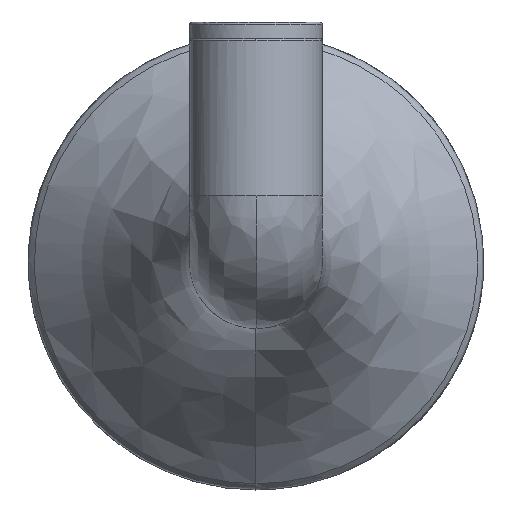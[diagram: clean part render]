
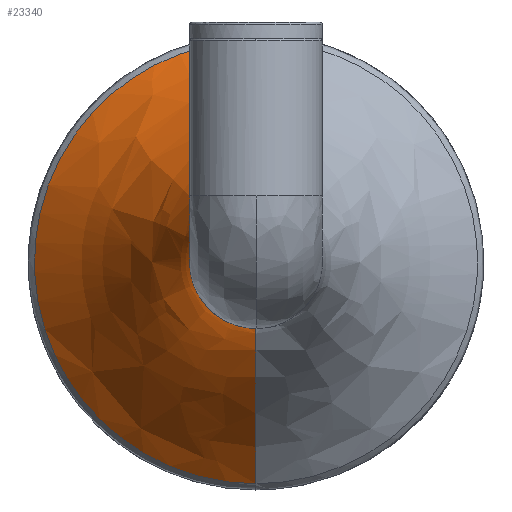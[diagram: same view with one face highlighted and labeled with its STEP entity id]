
A CAD part, front view. The second image highlights one B-rep face of the part: STEP entity #23340.
In plain terms, the highlighted free-form (B-spline) face has degree [2, 2] with [5, 3] control points.
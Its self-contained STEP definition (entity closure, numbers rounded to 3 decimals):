
#20800 = CARTESIAN_POINT ('', (0., -41.62, 8.));
#20810 = VERTEX_POINT ('', #20800);
#20890 = CARTESIAN_POINT ('', (0., -41.62, -8.));
#20900 = VERTEX_POINT ('', #20890);
#20910 = CARTESIAN_POINT ('', (0., -41.62, 8.));
#20920 = CARTESIAN_POINT ('', (-1., -41.62, 8.));
#20930 = CARTESIAN_POINT ('', (-2.053, -41.62, 7.805));
#20940 = CARTESIAN_POINT ('', (-3.04, -41.62, 7.4));
#20950 = CARTESIAN_POINT ('', (-4.027, -41.62, 6.994));
#20960 = CARTESIAN_POINT ('', (-4.942, -41.62, 6.379));
#20970 = CARTESIAN_POINT ('', (-5.683, -41.62, 5.631));
#20980 = CARTESIAN_POINT ('', (-6.053, -41.62, 5.257));
#20990 = CARTESIAN_POINT ('', (-6.381, -41.62, 4.851));
#21000 = CARTESIAN_POINT ('', (-6.663, -41.62, 4.428));
#21010 = CARTESIAN_POINT ('', (-6.944, -41.62, 4.005));
#21020 = CARTESIAN_POINT ('', (-7.18, -41.62, 3.566));
#21030 = CARTESIAN_POINT ('', (-7.379, -41.62, 3.091));
#21040 = CARTESIAN_POINT ('', (-7.777, -41.62, 2.14));
#21050 = CARTESIAN_POINT ('', (-8., -41.62, 1.072));
#21060 = CARTESIAN_POINT ('', (-8., -41.62, 0.));
#21070 = CARTESIAN_POINT ('', (-8., -41.62, -1.072));
#21080 = CARTESIAN_POINT ('', (-7.777, -41.62, -2.14));
#21090 = CARTESIAN_POINT ('', (-7.379, -41.62, -3.091));
#21100 = CARTESIAN_POINT ('', (-7.18, -41.62, -3.566));
#21110 = CARTESIAN_POINT ('', (-6.944, -41.62, -4.005));
#21120 = CARTESIAN_POINT ('', (-6.663, -41.62, -4.428));
#21130 = CARTESIAN_POINT ('', (-6.381, -41.62, -4.851));
#21140 = CARTESIAN_POINT ('', (-6.053, -41.62, -5.257));
#21150 = CARTESIAN_POINT ('', (-5.683, -41.62, -5.631));
#21160 = CARTESIAN_POINT ('', (-4.942, -41.62, -6.379));
#21170 = CARTESIAN_POINT ('', (-4.027, -41.62, -6.994));
#21180 = CARTESIAN_POINT ('', (-3.04, -41.62, -7.4));
#21190 = CARTESIAN_POINT ('', (-2.053, -41.62, -7.805));
#21200 = CARTESIAN_POINT ('', (-1., -41.62, -8.));
#21210 = CARTESIAN_POINT ('', (0., -41.62, -8.));
#21220 = B_SPLINE_CURVE_WITH_KNOTS ('', 3, (#20910, #20920, #20930, #20940, #20950, #20960, #20970, #20980, #20990, #21000, #21010, #21020, #21030, #21040, #21050, #21060, #21070, #21080, #21090, #21100, #21110, #21120, #21130, #21140, #21150, #21160, #21170, #21180, #21190, #21200, #21210), .UNSPECIFIED., .F., .U., (4, 3, 3, 3, 3, 3, 3, 3, 3, 3, 4), (0., 0.125, 0.25, 0.313, 0.375, 0.5, 0.625, 0.688, 0.75, 0.875, 1.), .UNSPECIFIED.);
#21230 = EDGE_CURVE ('', #20810, #20900, #21220, .T.);
#21770 = CARTESIAN_POINT ('', (0., -2.589, 26.75));
#21780 = VERTEX_POINT ('', #21770);
#21790 = CARTESIAN_POINT ('', (0., -2.589, 26.75));
#21800 = CARTESIAN_POINT ('', (0., -4.844, 23.933));
#21810 = CARTESIAN_POINT ('', (0., -7.465, 21.292));
#21820 = CARTESIAN_POINT ('', (0., -10.391, 18.952));
#21830 = CARTESIAN_POINT ('', (0., -13.317, 16.612));
#21840 = CARTESIAN_POINT ('', (0., -16.548, 14.574));
#21850 = CARTESIAN_POINT ('', (0., -19.969, 12.931));
#21860 = CARTESIAN_POINT ('', (0., -23.391, 11.287));
#21870 = CARTESIAN_POINT ('', (0., -27., 10.039));
#21880 = CARTESIAN_POINT ('', (0., -30.656, 9.217));
#21890 = CARTESIAN_POINT ('', (0., -34.312, 8.395));
#21900 = CARTESIAN_POINT ('', (0., -38.012, 8.));
#21910 = CARTESIAN_POINT ('', (0., -41.62, 8.));
#21920 = B_SPLINE_CURVE_WITH_KNOTS ('', 3, (#21790, #21800, #21810, #21820, #21830, #21840, #21850, #21860, #21870, #21880, #21890, #21900, #21910), .UNSPECIFIED., .F., .U., (4, 3, 3, 3, 4), (0., 0.25, 0.5, 0.75, 1.), .UNSPECIFIED.);
#21930 = EDGE_CURVE ('', #21780, #20810, #21920, .T.);
#21960 = CARTESIAN_POINT ('', (0., -2.589, -26.75));
#21970 = VERTEX_POINT ('', #21960);
#21980 = CARTESIAN_POINT ('', (0., -41.62, -8.));
#21990 = CARTESIAN_POINT ('', (0., -38.012, -8.));
#22000 = CARTESIAN_POINT ('', (0., -34.312, -8.395));
#22010 = CARTESIAN_POINT ('', (0., -30.656, -9.217));
#22020 = CARTESIAN_POINT ('', (0., -27., -10.039));
#22030 = CARTESIAN_POINT ('', (0., -23.391, -11.287));
#22040 = CARTESIAN_POINT ('', (0., -19.969, -12.931));
#22050 = CARTESIAN_POINT ('', (0., -16.548, -14.574));
#22060 = CARTESIAN_POINT ('', (0., -13.317, -16.612));
#22070 = CARTESIAN_POINT ('', (0., -10.391, -18.952));
#22080 = CARTESIAN_POINT ('', (0., -7.465, -21.292));
#22090 = CARTESIAN_POINT ('', (0., -4.844, -23.933));
#22100 = CARTESIAN_POINT ('', (0., -2.589, -26.75));
#22110 = B_SPLINE_CURVE_WITH_KNOTS ('', 3, (#21980, #21990, #22000, #22010, #22020, #22030, #22040, #22050, #22060, #22070, #22080, #22090, #22100), .UNSPECIFIED., .F., .U., (4, 3, 3, 3, 4), (0., 0.25, 0.5, 0.75, 1.), .UNSPECIFIED.);
#22120 = EDGE_CURVE ('', #20900, #21970, #22110, .T.);
#23030 = ORIENTED_EDGE ('', *, *, #21930, .F.);
#23040 = CARTESIAN_POINT ('', (0., -2.589, -26.75));
#23050 = CARTESIAN_POINT ('', (-13.63, -2.589, -26.75));
#23060 = CARTESIAN_POINT ('', (-21.641, -2.589, -15.723));
#23070 = CARTESIAN_POINT ('', (-37.364, -2.589, 5.918));
#23080 = CARTESIAN_POINT ('', (-15.723, -2.589, 21.641));
#23090 = CARTESIAN_POINT ('', (-8.692, -2.589, 26.75));
#23100 = CARTESIAN_POINT ('', (0., -2.589, 26.75));
#23110 = (
   BOUNDED_CURVE ()
   B_SPLINE_CURVE (2, (#23040, #23050, #23060, #23070, #23080, #23090, #23100), .UNSPECIFIED., .F., .U.)
   B_SPLINE_CURVE_WITH_KNOTS ((3, 2, 2, 3), (0.101, 0.25, 0.5, 0.601), .UNSPECIFIED.)
   CURVE ()
   GEOMETRIC_REPRESENTATION_ITEM ()
   RATIONAL_B_SPLINE_CURVE ((0.735, 0.707, 0.856, 0.605, 0.856, 0.755, 0.735))
   REPRESENTATION_ITEM ('')
);
#23120 = EDGE_CURVE ('', #21970, #21780, #23110, .T.);
#23130 = ORIENTED_EDGE ('', *, *, #23120, .F.);
#23140 = ORIENTED_EDGE ('', *, *, #22120, .F.);
#23150 = ORIENTED_EDGE ('', *, *, #21230, .F.);
#23160 = EDGE_LOOP ('', (#23030, #23130, #23140, #23150));
#23170 = FACE_OUTER_BOUND ('', #23160, .T.);
#23180 = CARTESIAN_POINT ('', (0., -2.589, 26.75));
#23190 = CARTESIAN_POINT ('', (0., -17.601, 8.));
#23200 = CARTESIAN_POINT ('', (0., -41.62, 8.));
#23210 = CARTESIAN_POINT ('', (-26.75, -2.589, 26.75));
#23220 = CARTESIAN_POINT ('', (-8., -17.601, 8.));
#23230 = CARTESIAN_POINT ('', (-8., -41.62, 8.));
#23240 = CARTESIAN_POINT ('', (-26.75, -2.589, 0.));
#23250 = CARTESIAN_POINT ('', (-8., -17.601, 0.));
#23260 = CARTESIAN_POINT ('', (-8., -41.62, 0.));
#23270 = CARTESIAN_POINT ('', (-26.75, -2.589, -26.75));
#23280 = CARTESIAN_POINT ('', (-8., -17.601, -8.));
#23290 = CARTESIAN_POINT ('', (-8., -41.62, -8.));
#23300 = CARTESIAN_POINT ('', (0., -2.589, -26.75));
#23310 = CARTESIAN_POINT ('', (0., -17.601, -8.));
#23320 = CARTESIAN_POINT ('', (0., -41.62, -8.));
#23330 = (
   BOUNDED_SURFACE ()
   B_SPLINE_SURFACE (2, 2, ((#23180, #23190, #23200), (#23210, #23220, #23230), (#23240, #23250, #23260), (#23270, #23280, #23290), (#23300, #23310, #23320)), .UNSPECIFIED., .F., .F., .U.)
   B_SPLINE_SURFACE_WITH_KNOTS ((3, 2, 3), (3, 3), (0.5, 0.75, 1.), (0.358, 0.5), .UNSPECIFIED.)
   SURFACE ()
   GEOMETRIC_REPRESENTATION_ITEM ()
   RATIONAL_B_SPLINE_SURFACE (((0.856, 0.834, 1.), (0.605, 0.59, 0.707), (0.856, 0.834, 1.), (0.605, 0.59, 0.707), (0.856, 0.834, 1.)))
   REPRESENTATION_ITEM ('')
);
#23340 = ADVANCED_FACE ('', (#23170), #23330, .T.);
